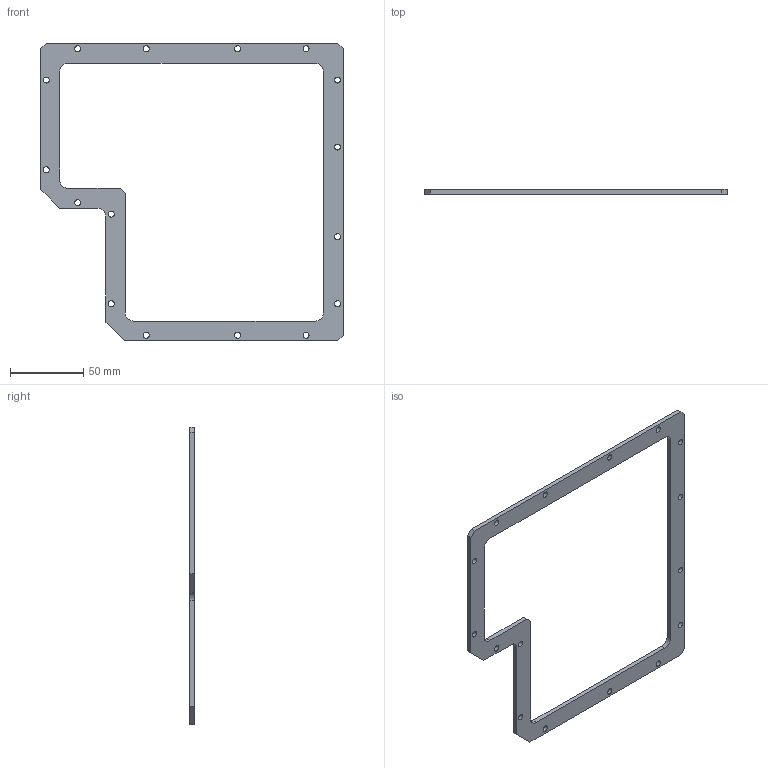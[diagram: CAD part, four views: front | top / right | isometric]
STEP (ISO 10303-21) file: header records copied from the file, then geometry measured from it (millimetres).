
FILE_DESCRIPTION(/* description */ (''),/* implementation_level */ '2;1');
FILE_NAME(/* name */ '1006349-exact-GASKET, RETAINED.step',/* time_stamp */ '2019-06-15T09:28:26-05:00',/* author */ (''),/* organization */ (''),/* preprocessor_version */ 'ST-DEVELOPER v18',/* originating_system */ 'Autodesk Translation Framework v8.2.0.1029',/* authorisation */ '');
FILE_SCHEMA (('AUTOMOTIVE_DESIGN { 1 0 10303 214 3 1 1 }'));
Length unit declared in the file: inch
Products named in the file (2): 1006349-exact-GASKET, RETAINED; 1006349
Assembly tree (1 placements, depth 2):
  1006349-exact-GASKET, RETAINED
    1006349
Bounding box: 206.21 x 3.17 x 203.07 mm (x, y, z)
Volume: 31493 mm3; surface area: 25230 mm2
Topology: 1 solids, 1 shells, 42 faces, 136 edges, 96 vertices
Faces by surface type: cylinder 22, plane 20
Full cylindrical faces by diameter (mm): 4.089 x16
Entity records: 1671 total; most frequent: DIRECTION 286, CARTESIAN_POINT 277, ORIENTED_EDGE 272, EDGE_CURVE 136, AXIS2_PLACEMENT_3D 105, VERTEX_POINT 96, EDGE_LOOP 76, LINE 76
